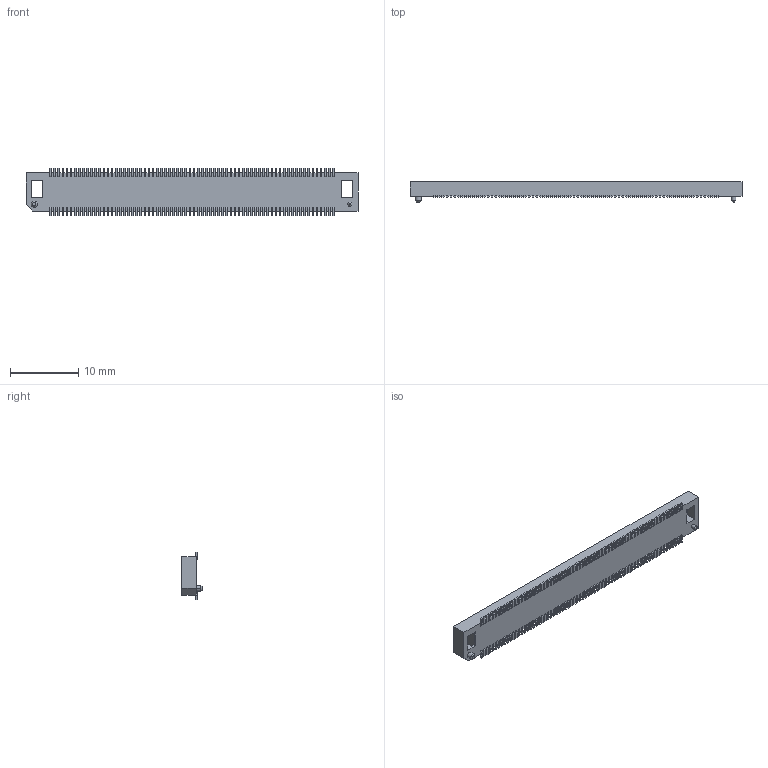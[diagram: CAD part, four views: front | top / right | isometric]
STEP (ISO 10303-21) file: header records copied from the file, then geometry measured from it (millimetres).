
FILE_DESCRIPTION(('OneSpaceDesigner STEP Export'),'2;1');
FILE_NAME('FX8-140S-SV.stp','2007-03-20T17:54:54',(''),(''),'OneSpace Designer STEP processor (Jan. 2003) for AP214(CD)(Solid Model)','OneSpace Designer 12.00 10-Sep-2003 (C) CoCreate Software GmbH','');
FILE_SCHEMA(('AUTOMOTIVE_DESIGN_CC2 {1 2 10303 214 -1 1 5 1}'));
Length unit declared in the file: millimetre
Products named in the file (1): FX8-140S-SV
Bounding box: 48.6 x 3 x 7 mm (x, y, z)
Volume: 453.6 mm3; surface area: 1211.5 mm2
Topology: 1 solids, 1 shells, 892 faces, 2655 edges, 1766 vertices
Faces by surface type: plane 744, cylinder 144, cone 4
Entity records: 36255 total; most frequent: ORIENTED_EDGE 5310, CARTESIAN_POINT 5304, DIRECTION 4713, EDGE_CURVE 2655, VECTOR 2363, LINE 2363, VERTEX_POINT 1766, AXIS2_PLACEMENT_3D 1175
